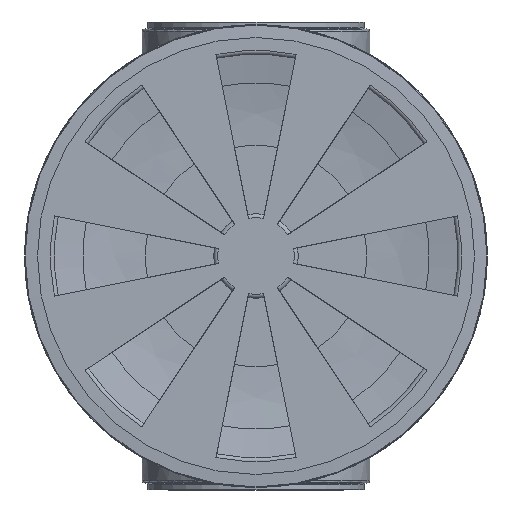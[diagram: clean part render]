
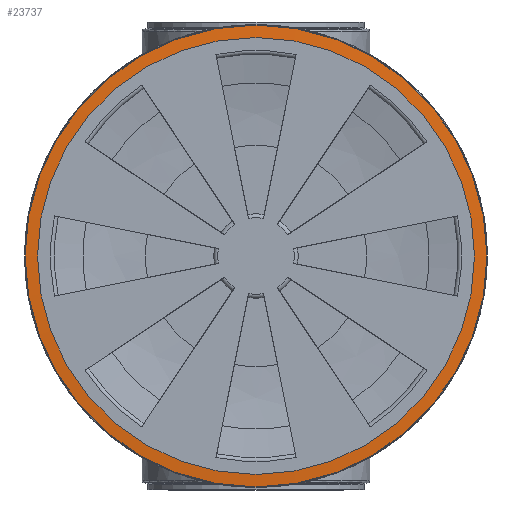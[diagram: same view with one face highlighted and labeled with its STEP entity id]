
A CAD part, front view. The second image highlights one B-rep face of the part: STEP entity #23737.
In plain terms, the highlighted conical face has half-angle 86 degrees and reference radius 353.465 mm.
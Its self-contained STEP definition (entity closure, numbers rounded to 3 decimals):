
#2560=CONICAL_SURFACE('',#26291,353.465,1.501);
#3042=LINE('',#54420,#3614);
#3614=VECTOR('',#31456,353.465);
#5106=FACE_OUTER_BOUND('',#6733,.T.);
#6733=EDGE_LOOP('',(#20022,#20023,#20024,#20025,#20026,#20027));
#8489=CIRCLE('',#26289,364.57);
#8490=CIRCLE('',#26290,364.57);
#8491=CIRCLE('',#26292,342.36);
#8492=CIRCLE('',#26293,342.36);
#10685=VERTEX_POINT('',#54413);
#10686=VERTEX_POINT('',#54415);
#10687=VERTEX_POINT('',#54419);
#10688=VERTEX_POINT('',#54421);
#13944=EDGE_CURVE('',#10685,#10686,#8489,.T.);
#13945=EDGE_CURVE('',#10686,#10685,#8490,.T.);
#13946=EDGE_CURVE('',#10686,#10687,#3042,.T.);
#13947=EDGE_CURVE('',#10687,#10688,#8491,.T.);
#13948=EDGE_CURVE('',#10688,#10687,#8492,.T.);
#20022=ORIENTED_EDGE('',*,*,#13945,.F.);
#20023=ORIENTED_EDGE('',*,*,#13946,.T.);
#20024=ORIENTED_EDGE('',*,*,#13947,.T.);
#20025=ORIENTED_EDGE('',*,*,#13948,.T.);
#20026=ORIENTED_EDGE('',*,*,#13946,.F.);
#20027=ORIENTED_EDGE('',*,*,#13944,.F.);
#23737=ADVANCED_FACE('',(#5106),#2560,.T.);
#26289=AXIS2_PLACEMENT_3D('',#54416,#31450,#31451);
#26290=AXIS2_PLACEMENT_3D('',#54417,#31452,#31453);
#26291=AXIS2_PLACEMENT_3D('',#54418,#31454,#31455);
#26292=AXIS2_PLACEMENT_3D('',#54422,#31457,#31458);
#26293=AXIS2_PLACEMENT_3D('',#54423,#31459,#31460);
#31450=DIRECTION('center_axis',(0.,1.,0.));
#31451=DIRECTION('ref_axis',(1.,0.,0.));
#31452=DIRECTION('center_axis',(0.,1.,0.));
#31453=DIRECTION('ref_axis',(1.,0.,0.));
#31454=DIRECTION('center_axis',(0.,1.,0.));
#31455=DIRECTION('ref_axis',(-1.,0.,0.));
#31456=DIRECTION('',(-0.998,-0.07,0.));
#31457=DIRECTION('center_axis',(0.,1.,0.));
#31458=DIRECTION('ref_axis',(1.,0.,0.));
#31459=DIRECTION('center_axis',(0.,1.,0.));
#31460=DIRECTION('ref_axis',(1.,0.,0.));
#54413=CARTESIAN_POINT('',(0.,-117.065,-364.57));
#54415=CARTESIAN_POINT('',(364.57,-117.065,0.));
#54416=CARTESIAN_POINT('Origin',(0.,-117.065,
0.));
#54417=CARTESIAN_POINT('Origin',(0.,-117.065,
0.));
#54418=CARTESIAN_POINT('Origin',(0.,-117.842,
0.));
#54419=CARTESIAN_POINT('',(342.36,-118.618,0.));
#54420=CARTESIAN_POINT('',(353.465,-117.842,0.));
#54421=CARTESIAN_POINT('',(0.,-118.618,-342.36));
#54422=CARTESIAN_POINT('Origin',(0.,-118.618,
0.));
#54423=CARTESIAN_POINT('Origin',(0.,-118.618,
0.));
